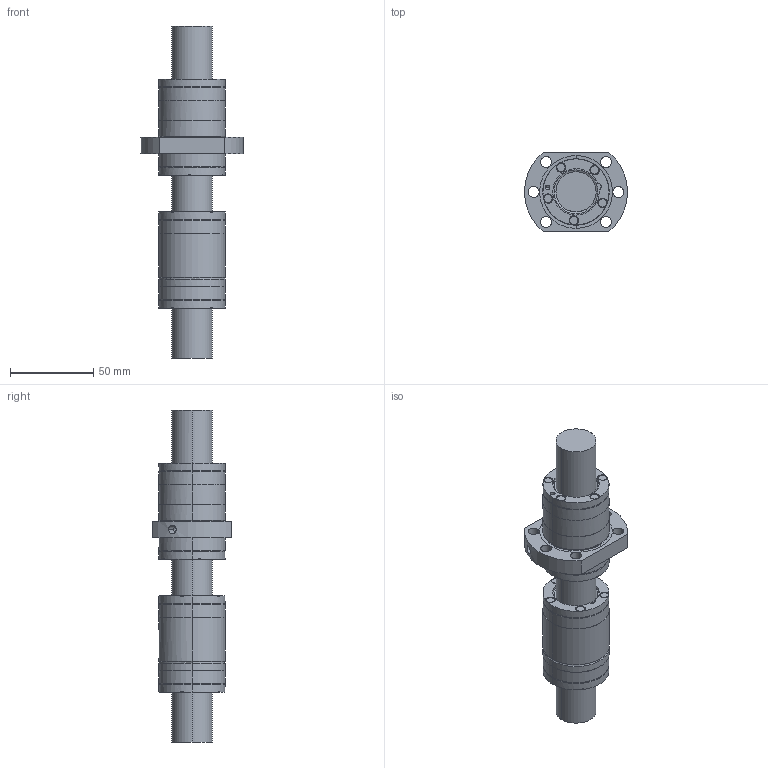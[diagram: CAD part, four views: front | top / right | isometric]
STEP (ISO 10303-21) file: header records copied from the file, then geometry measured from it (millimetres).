
FILE_DESCRIPTION(('Creo Elements/Direct Modeling STEP Export'),'2;1');
FILE_NAME('HSB-KGT-M-2550RH-5g.stp','2015-05-13T 8:40:00',(''),(''),'Creo Elements/Direct Modeling STEP processor for AP214 (Solid Model)','Creo Elements/Direct Modeling 18.1F 24-Jul-2014 (C) Parametric Technology GmbH','');
FILE_SCHEMA(('AUTOMOTIVE_DESIGN { 1 0 10303 214 1 1 1 1 }'));
Length unit declared in the file: millimetre
Products named in the file (3): HSB-KGM-F-2550RH-5g_22794; HSB-KGM-M-2550RH-5g_20772; HSB-KGS-2550RH-5g-T7_23878
Bounding box: 61.8 x 48 x 200 mm (x, y, z)
Volume: 193384.7 mm3; surface area: 47408.8 mm2
Topology: 3 solids, 3 shells, 220 faces, 621 edges, 418 vertices
Faces by surface type: cylinder 106, cone 58, plane 44, torus 12
Entity records: 10230 total; most frequent: CARTESIAN_POINT 3228, ORIENTED_EDGE 1230, DIRECTION 978, EDGE_CURVE 615, VERTEX_POINT 418, AXIS2_PLACEMENT_3D 401, EDGE_LOOP 253, COLOUR_RGB 223
